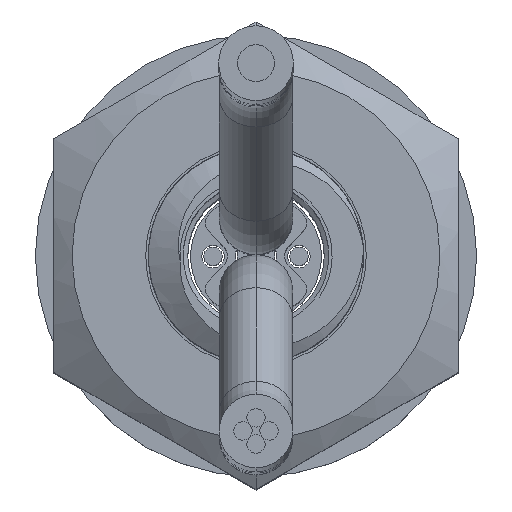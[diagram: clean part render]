
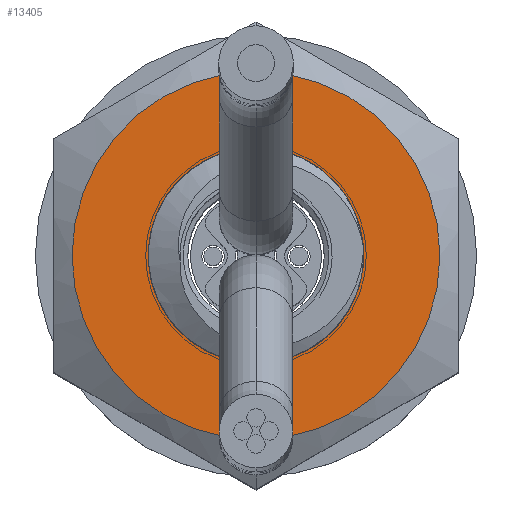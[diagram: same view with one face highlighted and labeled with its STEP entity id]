
A CAD part, top view. The second image highlights one B-rep face of the part: STEP entity #13405.
In plain terms, the highlighted planar face has unit normal (0, 0, 1).
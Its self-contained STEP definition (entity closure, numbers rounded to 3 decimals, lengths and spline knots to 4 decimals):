
#13142=CARTESIAN_POINT('',(0.,0.,2.4));
#13143=DIRECTION('',(0.,0.,1.));
#13144=DIRECTION('',(-1.,0.,0.));
#13145=AXIS2_PLACEMENT_3D('',#13142,#13143,#13144);
#13147=CARTESIAN_POINT('',(0.,0.,2.4));
#13148=DIRECTION('',(0.,0.,1.));
#13149=DIRECTION('',(1.,0.,0.));
#13150=AXIS2_PLACEMENT_3D('',#13147,#13148,#13149);
#13152=CARTESIAN_POINT('',(0.,0.,2.4));
#13153=DIRECTION('',(0.,0.,1.));
#13154=DIRECTION('',(0.,1.,0.));
#13155=AXIS2_PLACEMENT_3D('',#13152,#13153,#13154);
#13157=CARTESIAN_POINT('',(0.,0.,2.4));
#13158=DIRECTION('',(0.,0.,1.));
#13159=DIRECTION('',(0.,-1.,0.));
#13160=AXIS2_PLACEMENT_3D('',#13157,#13158,#13159);
#13163=CARTESIAN_POINT('',(-1.25,0.,2.4));
#13165=VERTEX_POINT('',#13163);
#13167=CARTESIAN_POINT('',(1.25,0.,2.4));
#13169=VERTEX_POINT('',#13167);
#13170=CARTESIAN_POINT('',(0.,2.5,2.4));
#13172=VERTEX_POINT('',#13170);
#13178=CARTESIAN_POINT('',(0.,-2.5,2.4));
#13180=VERTEX_POINT('',#13178);
#13392=CARTESIAN_POINT('',(0.,0.,2.4));
#13393=DIRECTION('',(0.,0.,1.));
#13394=DIRECTION('',(1.,0.,0.));
#13395=AXIS2_PLACEMENT_3D('',#13392,#13393,#13394);
#13396=PLANE('',#13395);
#13397=ORIENTED_EDGE('',*,*,#13217,.F.);
#13398=ORIENTED_EDGE('',*,*,#13242,.F.);
#13399=EDGE_LOOP('',(#13397,#13398));
#13400=FACE_OUTER_BOUND('',#13399,.F.);
#13401=ORIENTED_EDGE('',*,*,#13374,.T.);
#13402=ORIENTED_EDGE('',*,*,#13385,.T.);
#13403=EDGE_LOOP('',(#13401,#13402));
#13404=FACE_BOUND('',#13403,.F.);
#13405=ADVANCED_FACE('',(#13400,#13404),#13396,.T.);
#13146=CIRCLE('',#13145,1.25);
#13151=CIRCLE('',#13150,1.25);
#13156=CIRCLE('',#13155,2.5);
#13161=CIRCLE('',#13160,2.5);
#13217=EDGE_CURVE('',#13172,#13180,#13156,.T.);
#13242=EDGE_CURVE('',#13180,#13172,#13161,.T.);
#13374=EDGE_CURVE('',#13165,#13169,#13146,.T.);
#13385=EDGE_CURVE('',#13169,#13165,#13151,.T.);
